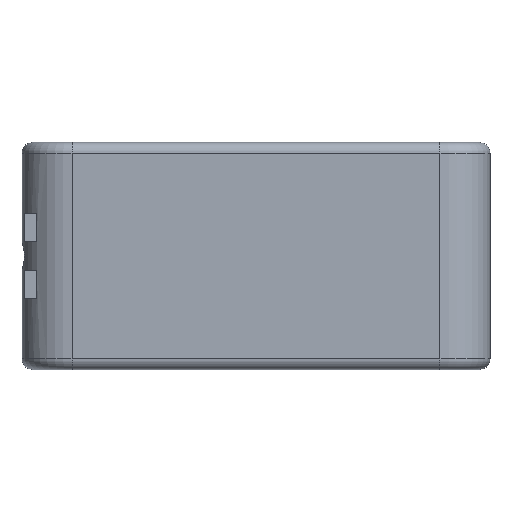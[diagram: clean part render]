
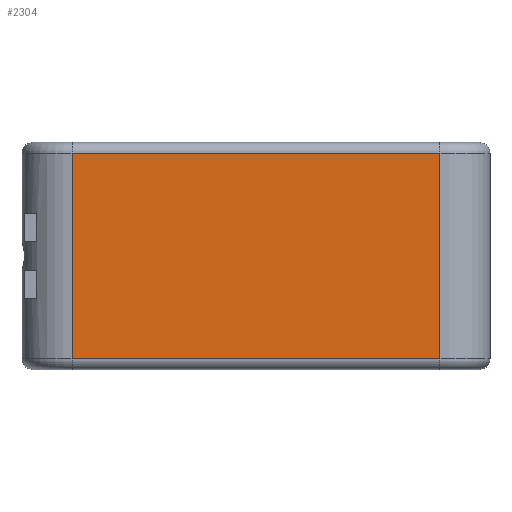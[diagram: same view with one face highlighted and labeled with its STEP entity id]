
A CAD part, front view. The second image highlights one B-rep face of the part: STEP entity #2304.
In plain terms, the highlighted planar face has unit normal (0, -1, 0).
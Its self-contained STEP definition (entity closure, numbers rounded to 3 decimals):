
#65 = AXIS2_PLACEMENT_3D ( 'NONE', #1307, #1872, #1064 ) ;
#193 = DIRECTION ( 'NONE',  ( 0., 0., -1. ) ) ;
#263 = EDGE_CURVE ( 'NONE', #3079, #2025, #2855, .T. ) ;
#297 = VECTOR ( 'NONE', #193, 1000. ) ;
#330 = LINE ( 'NONE', #1349, #3125 ) ;
#385 = CARTESIAN_POINT ( 'NONE',  ( 64.75, -17.625, 76.125 ) ) ;
#432 = ORIENTED_EDGE ( 'NONE', *, *, #2349, .T. ) ;
#447 = CARTESIAN_POINT ( 'NONE',  ( -64.75, -17.625, 76.125 ) ) ;
#498 = ORIENTED_EDGE ( 'NONE', *, *, #263, .T. ) ;
#502 = CARTESIAN_POINT ( 'NONE',  ( -64.75, -17.625, 80. ) ) ;
#602 = ORIENTED_EDGE ( 'NONE', *, *, #2764, .T. ) ;
#729 = CARTESIAN_POINT ( 'NONE',  ( 64.75, -17.625, 80. ) ) ;
#960 = LINE ( 'NONE', #729, #1071 ) ;
#1054 = DIRECTION ( 'NONE',  ( -1., 0., 0. ) ) ;
#1064 = DIRECTION ( 'NONE',  ( 0., 0., -1. ) ) ;
#1071 = VECTOR ( 'NONE', #1761, 1000. ) ;
#1079 = FACE_OUTER_BOUND ( 'NONE', #1089, .T. ) ;
#1089 = EDGE_LOOP ( 'NONE', ( #2990, #498, #602, #432 ) ) ;
#1095 = DIRECTION ( 'NONE',  ( 1., 0., 0. ) ) ;
#1108 = VERTEX_POINT ( 'NONE', #2919 ) ;
#1307 = CARTESIAN_POINT ( 'NONE',  ( 64.75, -17.625, 80. ) ) ;
#1349 = CARTESIAN_POINT ( 'NONE',  ( 64.75, -17.625, 3.875 ) ) ;
#1713 = VECTOR ( 'NONE', #1054, 1000. ) ;
#1761 = DIRECTION ( 'NONE',  ( 0., 0., -1. ) ) ;
#1872 = DIRECTION ( 'NONE',  ( 0., -1., 0. ) ) ;
#2025 = VERTEX_POINT ( 'NONE', #447 ) ;
#2049 = EDGE_CURVE ( 'NONE', #3079, #1108, #960, .T. ) ;
#2304 = ADVANCED_FACE ( 'NONE', ( #1079 ), #2363, .T. ) ;
#2349 = EDGE_CURVE ( 'NONE', #2463, #1108, #330, .T. ) ;
#2363 = PLANE ( 'NONE',  #65 ) ;
#2463 = VERTEX_POINT ( 'NONE', #3128 ) ;
#2764 = EDGE_CURVE ( 'NONE', #2025, #2463, #2814, .T. ) ;
#2814 = LINE ( 'NONE', #502, #297 ) ;
#2855 = LINE ( 'NONE', #3108, #1713 ) ;
#2919 = CARTESIAN_POINT ( 'NONE',  ( 64.75, -17.625, 3.875 ) ) ;
#2990 = ORIENTED_EDGE ( 'NONE', *, *, #2049, .F. ) ;
#3079 = VERTEX_POINT ( 'NONE', #385 ) ;
#3108 = CARTESIAN_POINT ( 'NONE',  ( -64.75, -17.625, 76.125 ) ) ;
#3125 = VECTOR ( 'NONE', #1095, 1000. ) ;
#3128 = CARTESIAN_POINT ( 'NONE',  ( -64.75, -17.625, 3.875 ) ) ;
